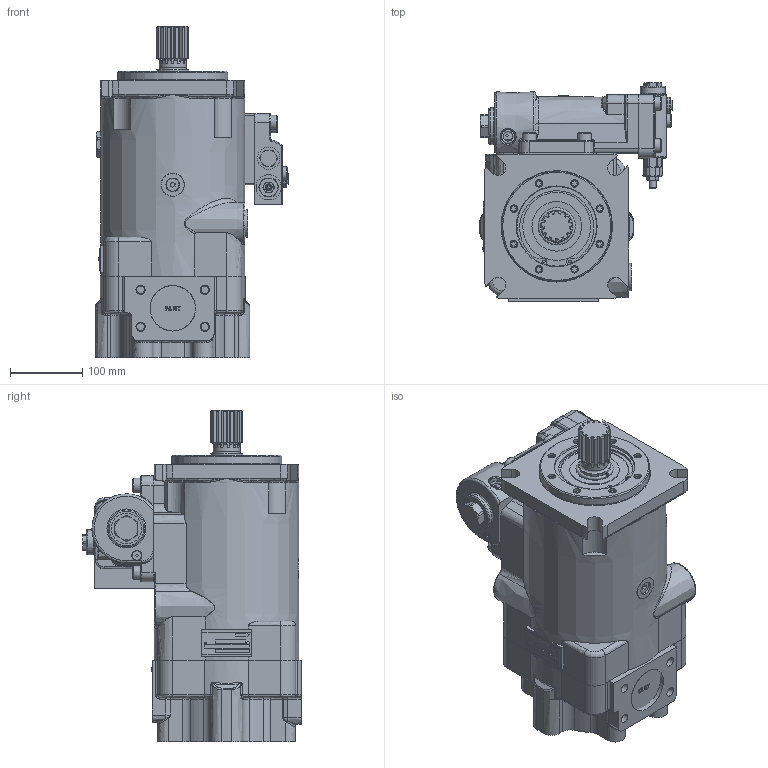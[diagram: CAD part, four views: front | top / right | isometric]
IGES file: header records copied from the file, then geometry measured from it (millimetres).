
Global section: file name: No Iges File Name specified; native system: Autodesk Inventor 2012; preprocessor: AutoDesk Inventor Iges Exporter R2012; author: JGroves; date: 20151218.150512; units: inch
Bounding box: 266.06 x 302.01 x 458.14 mm (x, y, z)
Surface area: 586912.5 mm2 (no closed solid volume)
Topology: 0 solids, 0 shells, 1295 faces, 8394 edges, 8238 vertices
Faces by surface type: revolution 641, plane 580, bspline 74
